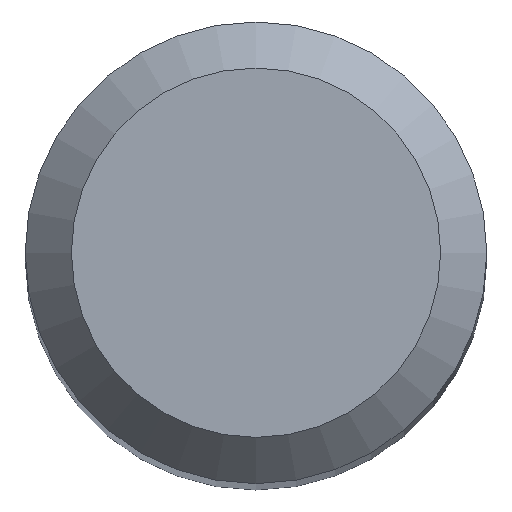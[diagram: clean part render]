
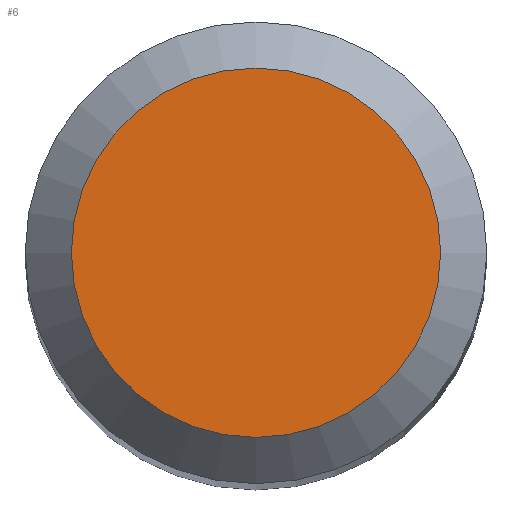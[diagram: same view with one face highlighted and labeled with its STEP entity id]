
A CAD part, top view. The second image highlights one B-rep face of the part: STEP entity #6.
In plain terms, the highlighted planar face has unit normal (0, 0, 1).
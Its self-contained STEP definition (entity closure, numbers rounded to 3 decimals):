
#6 = ADVANCED_FACE ( 'NONE', ( #23 ), #138, .F. ) ;
#23 = FACE_OUTER_BOUND ( 'NONE', #139, .T. ) ;
#33 = AXIS2_PLACEMENT_3D ( 'NONE', #211, #45, #183 ) ;
#37 = CIRCLE ( 'NONE', #33, 1.2 ) ;
#45 = DIRECTION ( 'NONE',  ( 0., 0., -1. ) ) ;
#50 = EDGE_CURVE ( 'NONE', #64, #64, #37, .T. ) ;
#63 = DIRECTION ( 'NONE',  ( 0., 0., -1. ) ) ;
#64 = VERTEX_POINT ( 'NONE', #127 ) ;
#77 = CARTESIAN_POINT ( 'NONE',  ( 0., 0., 38. ) ) ;
#106 = ORIENTED_EDGE ( 'NONE', *, *, #50, .F. ) ;
#114 = AXIS2_PLACEMENT_3D ( 'NONE', #77, #63, #216 ) ;
#127 = CARTESIAN_POINT ( 'NONE',  ( 0., 1.2, 38. ) ) ;
#138 = PLANE ( 'NONE',  #114 ) ;
#139 = EDGE_LOOP ( 'NONE', ( #106 ) ) ;
#183 = DIRECTION ( 'NONE',  ( 0., 1., 0. ) ) ;
#211 = CARTESIAN_POINT ( 'NONE',  ( 0., 0., 38. ) ) ;
#216 = DIRECTION ( 'NONE',  ( 0., 1., 0. ) ) ;
